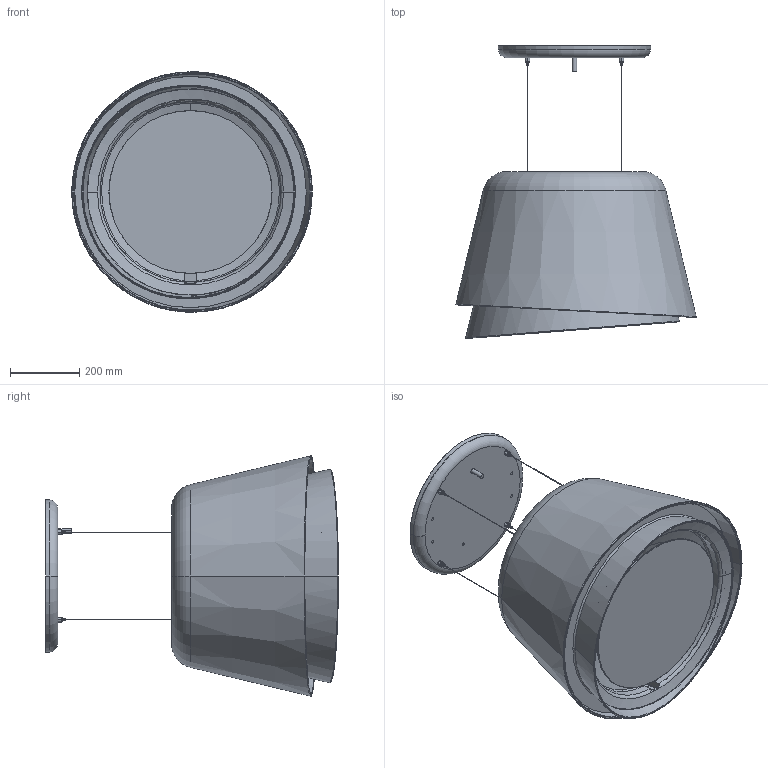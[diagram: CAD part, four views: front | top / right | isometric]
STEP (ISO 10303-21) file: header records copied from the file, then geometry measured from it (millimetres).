
FILE_DESCRIPTION((''),'2;1');
FILE_NAME('345017_716_ASM','2018-02-22T',('BD037'),(''),'PRO/ENGINEER BY PARAMETRIC TECHNOLOGY CORPORATION, 2014200','PRO/ENGINEER BY PARAMETRIC TECHNOLOGY CORPORATION, 2014200','');
FILE_SCHEMA(('CONFIG_CONTROL_DESIGN'));
Length unit declared in the file: millimetre
Products named in the file (20): AN4_070; AN4_067; AN4_084; AN4_805_ASM; AN4_097; AN4_022; AN4_096; 345014_003; 345014_714_ASM; 345014_717_ASM; 345017_001; 345017_002; 345017_712_ASM; 200_009; 345017_004; 345017_713_ASM; 345017_715_ASM; 345014_017; 345017_710_ASM; 345017_716_ASM
Assembly tree (31 placements, depth 5):
  345017_716_ASM
    345017_710_ASM
      AN4_070  x4
      AN4_067  x4
      345014_717_ASM
        AN4_805_ASM
          AN4_084
        AN4_097  x4
        AN4_022  x4
        AN4_096
        345014_714_ASM
          345014_003
      345017_712_ASM
        345017_001
        345017_002
      200_009
      345017_715_ASM
        345017_713_ASM
          345017_004
      345014_017
Bounding box: 692.49 x 843.65 x 692.35 mm (x, y, z)
Volume: 9629084.7 mm3; surface area: 3809254.3 mm2
Topology: 24 solids, 34 shells, 1402 faces, 3424 edges, 2109 vertices
Faces by surface type: cylinder 585, plane 458, torus 160, cone 98, bspline 93, sphere 8
Entity records: 48912 total; most frequent: CARTESIAN_POINT 19836, DIRECTION 6202, ORIENTED_EDGE 5864, EDGE_CURVE 2986, AXIS2_PLACEMENT_3D 2460, VERTEX_POINT 1833, EDGE_LOOP 1374, VECTOR 1282
